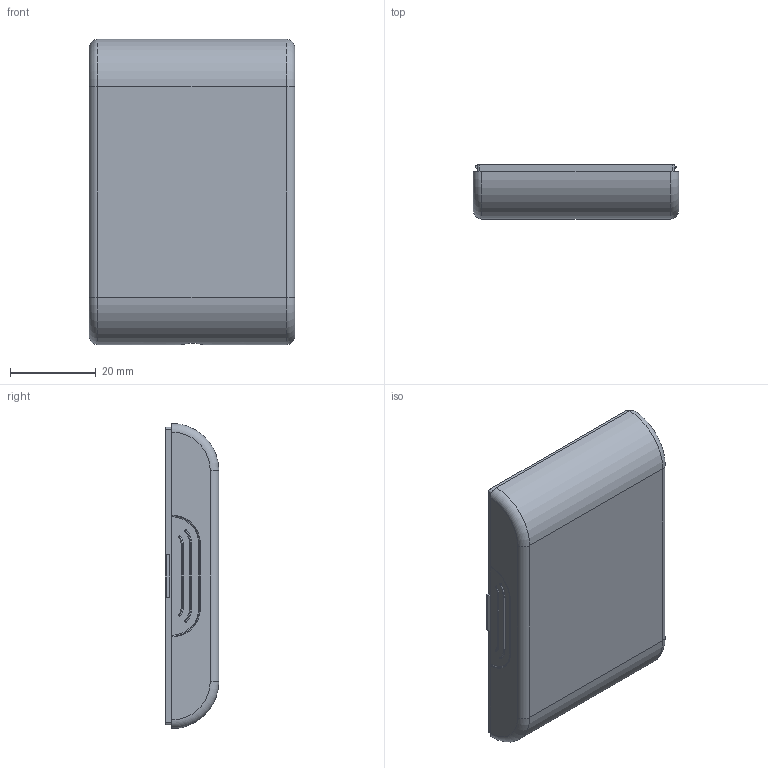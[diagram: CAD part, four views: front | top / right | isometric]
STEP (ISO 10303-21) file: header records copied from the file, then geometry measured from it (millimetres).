
FILE_DESCRIPTION (( 'STEP AP203' ), '1' );
FILE_NAME ('bitalinobaixo - step.STEP', '2014-04-16T11:16:36', ( '' ), ( '' ), 'SwSTEP 2.0', 'SolidWorks 2013', '' );
FILE_SCHEMA (( 'CONFIG_CONTROL_DESIGN' ));
Length unit declared in the file: millimetre
Products named in the file (1): bitalinobaixo - step
Bounding box: 47.8 x 12.5 x 71 mm (x, y, z)
Volume: 10982 mm3; surface area: 14673 mm2
Topology: 1 solids, 1 shells, 118 faces, 329 edges, 208 vertices
Faces by surface type: plane 66, cylinder 26, torus 18, bspline 8
Entity records: 4518 total; most frequent: CARTESIAN_POINT 1442, ORIENTED_EDGE 642, DIRECTION 619, EDGE_CURVE 321, AXIS2_PLACEMENT_3D 213, VERTEX_POINT 208, VECTOR 193, LINE 193
